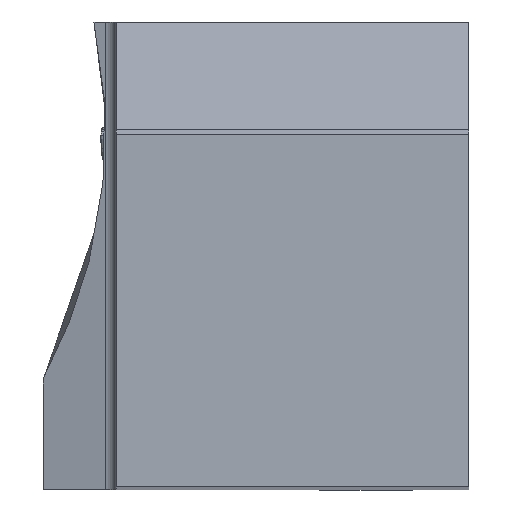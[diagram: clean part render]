
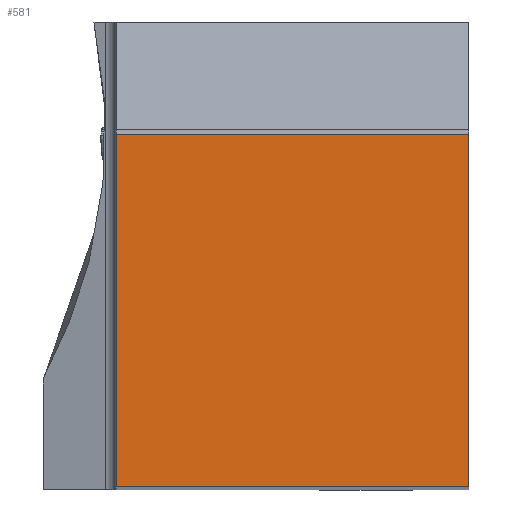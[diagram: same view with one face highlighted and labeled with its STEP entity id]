
A CAD part, top view. The second image highlights one B-rep face of the part: STEP entity #581.
In plain terms, the highlighted planar face has unit normal (0, 0, 1).
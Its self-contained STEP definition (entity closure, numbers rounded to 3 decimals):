
#163=PLANE('',#5018);
#581=ADVANCED_FACE('',(#937),#163,.T.);
#937=FACE_OUTER_BOUND('',#1218,.T.);
#1218=EDGE_LOOP('',(#3004,#3005,#3006,#3007));
#3004=ORIENTED_EDGE('',*,*,#4281,.F.);
#3005=ORIENTED_EDGE('',*,*,#4287,.T.);
#3006=ORIENTED_EDGE('',*,*,#4283,.T.);
#3007=ORIENTED_EDGE('',*,*,#4288,.F.);
#3588=VERTEX_POINT('',#10681);
#3592=VERTEX_POINT('',#10689);
#3593=VERTEX_POINT('',#10693);
#3594=VERTEX_POINT('',#10695);
#4281=EDGE_CURVE('',#3592,#3588,#4507,.T.);
#4283=EDGE_CURVE('',#3594,#3593,#4509,.T.);
#4287=EDGE_CURVE('',#3592,#3594,#4513,.T.);
#4288=EDGE_CURVE('',#3588,#3593,#4514,.T.);
#4507=LINE('',#10690,#4718);
#4509=LINE('',#10694,#4720);
#4513=LINE('',#10702,#4724);
#4514=LINE('',#10703,#4725);
#4718=VECTOR('',#5766,1.);
#4720=VECTOR('',#5770,1.);
#4724=VECTOR('',#5776,1.);
#4725=VECTOR('',#5777,1.);
#5018=AXIS2_PLACEMENT_3D('',#10704,#5778,#5779);
#5766=DIRECTION('',(0.,-1.,0.));
#5770=DIRECTION('',(0.,-1.,0.));
#5776=DIRECTION('',(-1.,0.,0.));
#5777=DIRECTION('',(-1.,0.,0.));
#5778=DIRECTION('',(0.,0.,1.));
#5779=DIRECTION('',(1.,0.,0.));
#10681=CARTESIAN_POINT('',(0.,0.,0.));
#10689=CARTESIAN_POINT('',(0.,24.9,0.));
#10690=CARTESIAN_POINT('',(0.,40.,0.));
#10693=CARTESIAN_POINT('',(-24.9,0.,0.));
#10694=CARTESIAN_POINT('',(-24.9,40.,0.));
#10695=CARTESIAN_POINT('',(-24.9,24.9,0.));
#10702=CARTESIAN_POINT('',(0.,24.9,0.));
#10703=CARTESIAN_POINT('',(0.,0.,0.));
#10704=CARTESIAN_POINT('',(0.,24.9,0.));
